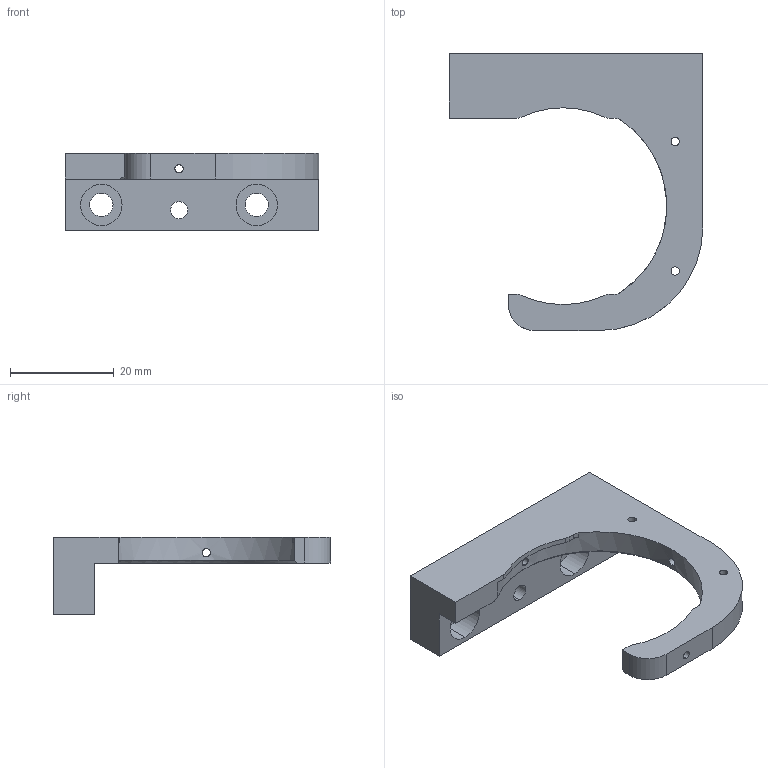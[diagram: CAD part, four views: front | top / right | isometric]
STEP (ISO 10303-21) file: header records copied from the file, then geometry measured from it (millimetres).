
FILE_DESCRIPTION (( 'STEP AP203' ), '1' );
FILE_NAME ('5_40mir_front.STEP', '2021-11-03T13:08:03', ( '' ), ( '' ), 'SwSTEP 2.0', 'SolidWorks 2020', '' );
FILE_SCHEMA (( 'CONFIG_CONTROL_DESIGN' ));
Length unit declared in the file: millimetre
Products named in the file (1): 5_40mir_front
Bounding box: 49 x 53.5 x 15 mm (x, y, z)
Volume: 8318.7 mm3; surface area: 5018.3 mm2
Topology: 1 solids, 1 shells, 60 faces, 161 edges, 104 vertices
Faces by surface type: cylinder 37, plane 18, cone 5
Entity records: 2059 total; most frequent: CARTESIAN_POINT 412, DIRECTION 342, ORIENTED_EDGE 314, EDGE_CURVE 157, AXIS2_PLACEMENT_3D 132, VERTEX_POINT 104, EDGE_LOOP 81, VECTOR 78
